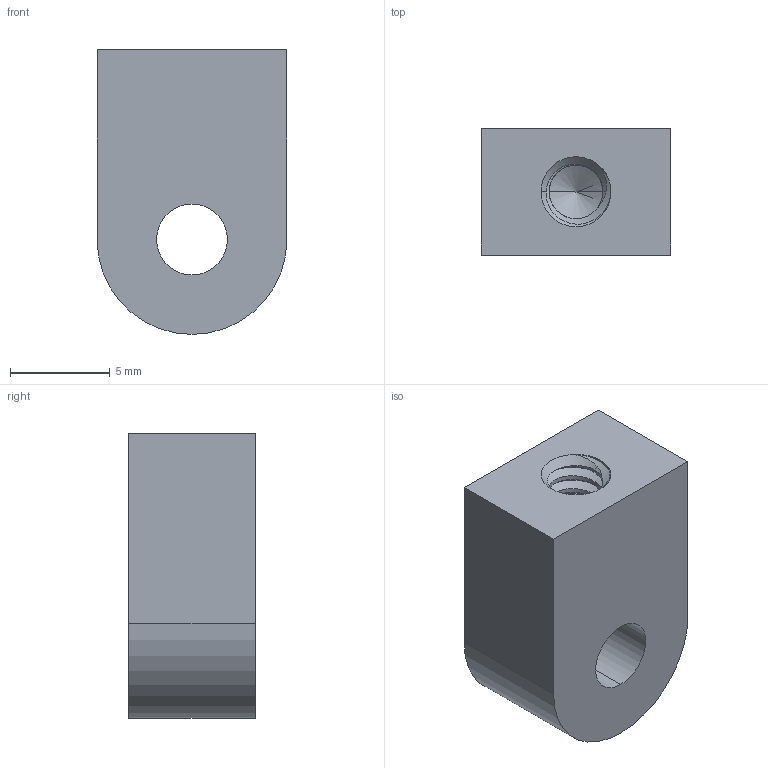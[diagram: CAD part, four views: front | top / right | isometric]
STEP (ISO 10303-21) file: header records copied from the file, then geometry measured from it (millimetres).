
FILE_DESCRIPTION (( 'STEP AP203' ), '1' );
FILE_NAME ('585403.STEP', '2017-07-05T16:49:25', ( '' ), ( '' ), 'SwSTEP 2.0', 'SolidWorks 2016', '' );
FILE_SCHEMA (( 'CONFIG_CONTROL_DESIGN' ));
Length unit declared in the file: inch
Products named in the file (1): 585403
Bounding box: 9.53 x 6.35 x 14.29 mm (x, y, z)
Volume: 692.3 mm3; surface area: 668.7 mm2
Topology: 1 solids, 1 shells, 48 faces, 133 edges, 86 vertices
Faces by surface type: cylinder 34, cone 7, plane 5, bspline 2
Entity records: 2822 total; most frequent: CARTESIAN_POINT 1695, ORIENTED_EDGE 262, DIRECTION 181, EDGE_CURVE 131, VERTEX_POINT 86, AXIS2_PLACEMENT_3D 67, EDGE_LOOP 51, FACE_OUTER_BOUND 48
